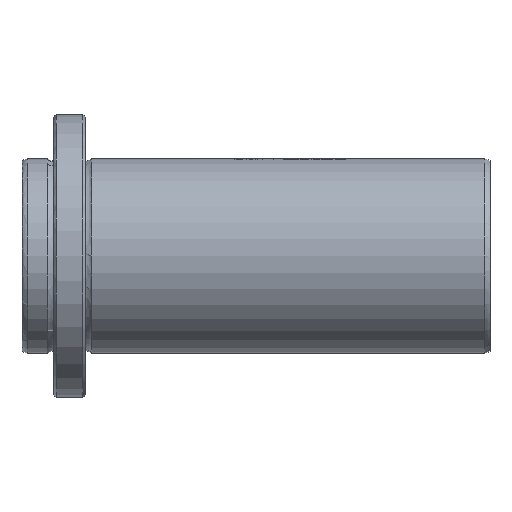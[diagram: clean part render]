
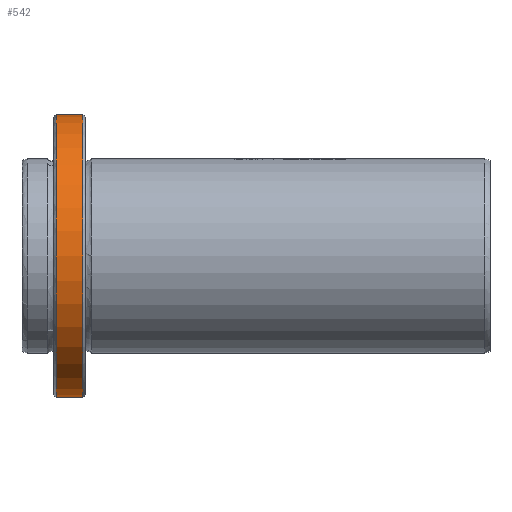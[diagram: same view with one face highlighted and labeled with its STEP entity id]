
A CAD part, front view. The second image highlights one B-rep face of the part: STEP entity #542.
In plain terms, the highlighted cylindrical face has radius 58 mm (diameter 116 mm), a full revolution.
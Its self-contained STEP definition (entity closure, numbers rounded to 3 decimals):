
#488=CYLINDRICAL_SURFACE('',#6951,58.);
#542=ADVANCED_FACE('',(#1306,#1307),#488,.T.);
#1190=CIRCLE('',#6937,58.);
#1191=CIRCLE('',#6938,58.);
#1196=CIRCLE('',#6949,58.);
#1197=CIRCLE('',#6950,58.);
#1306=FACE_BOUND('',#1434,.T.);
#1307=FACE_BOUND('',#1435,.T.);
#1434=EDGE_LOOP('',(#3241,#3242));
#1435=EDGE_LOOP('',(#3243,#3244));
#3241=ORIENTED_EDGE('',*,*,#5773,.F.);
#3242=ORIENTED_EDGE('',*,*,#5774,.F.);
#3243=ORIENTED_EDGE('',*,*,#5781,.T.);
#3244=ORIENTED_EDGE('',*,*,#5782,.T.);
#5122=VERTEX_POINT('',#10389);
#5123=VERTEX_POINT('',#10390);
#5130=VERTEX_POINT('',#10525);
#5131=VERTEX_POINT('',#10526);
#5773=EDGE_CURVE('',#5122,#5123,#1190,.T.);
#5774=EDGE_CURVE('',#5123,#5122,#1191,.T.);
#5781=EDGE_CURVE('',#5130,#5131,#1196,.T.);
#5782=EDGE_CURVE('',#5131,#5130,#1197,.T.);
#6937=AXIS2_PLACEMENT_3D('',#10388,#7531,#7532);
#6938=AXIS2_PLACEMENT_3D('',#10391,#7533,#7534);
#6949=AXIS2_PLACEMENT_3D('',#10524,#7555,#7556);
#6950=AXIS2_PLACEMENT_3D('',#10527,#7557,#7558);
#6951=AXIS2_PLACEMENT_3D('',#10528,#7559,#7560);
#7531=DIRECTION('',(1.,0.,0.));
#7532=DIRECTION('',(0.,0.,1.));
#7533=DIRECTION('',(1.,0.,0.));
#7534=DIRECTION('',(0.,0.,1.));
#7555=DIRECTION('',(1.,0.,0.));
#7556=DIRECTION('',(0.,0.,-1.));
#7557=DIRECTION('',(1.,0.,0.));
#7558=DIRECTION('',(0.,0.,-1.));
#7559=DIRECTION('',(-1.,0.,0.));
#7560=DIRECTION('',(0.,0.,-1.));
#10388=CARTESIAN_POINT('',(12.,0.,0.));
#10389=CARTESIAN_POINT('',(12.,0.,-58.));
#10390=CARTESIAN_POINT('',(12.,0.,58.));
#10391=CARTESIAN_POINT('',(12.,0.,0.));
#10524=CARTESIAN_POINT('',(1.,0.,0.));
#10525=CARTESIAN_POINT('',(1.,0.,58.));
#10526=CARTESIAN_POINT('',(1.,0.,-58.));
#10527=CARTESIAN_POINT('',(1.,0.,0.));
#10528=CARTESIAN_POINT('',(12.,0.,0.));
